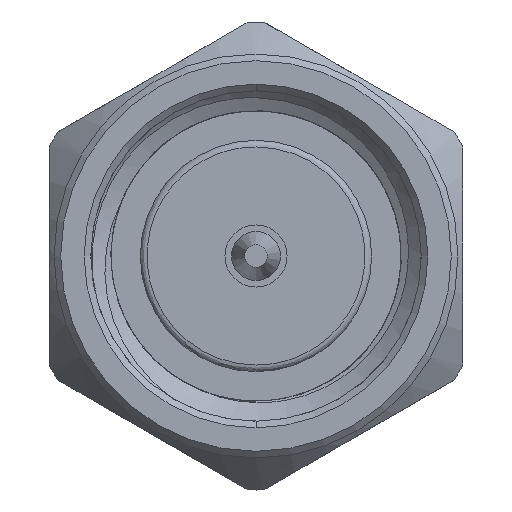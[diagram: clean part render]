
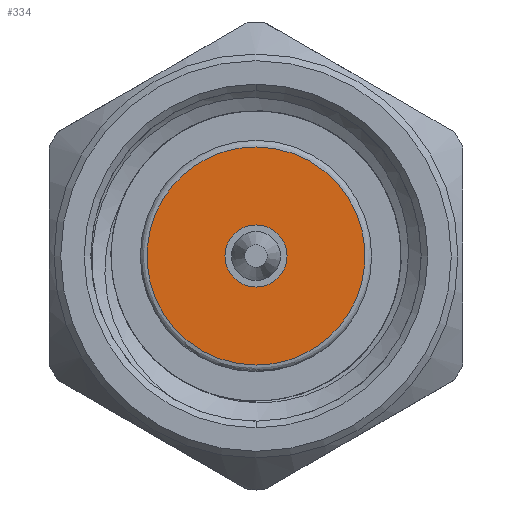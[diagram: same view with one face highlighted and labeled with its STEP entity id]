
A CAD part, left-side view. The second image highlights one B-rep face of the part: STEP entity #334.
In plain terms, the highlighted planar face has unit normal (-1, 0, 0).
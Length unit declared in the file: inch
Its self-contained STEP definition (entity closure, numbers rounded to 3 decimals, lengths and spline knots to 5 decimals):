
#78 = FACE_BOUND ( 'NONE', #2091, .T. ) ;
#122 = DIRECTION ( 'NONE',  ( 1., 0., 0. ) ) ;
#134 = AXIS2_PLACEMENT_3D ( 'NONE', #1358, #122, #899 ) ;
#181 = CARTESIAN_POINT ( 'NONE',  ( 0.11, 0., 0.0825 ) ) ;
#334 = ADVANCED_FACE ( 'NONE', ( #78, #1812 ), #2952, .F. ) ;
#392 = CARTESIAN_POINT ( 'NONE',  ( 0.11, 0., -0.0235 ) ) ;
#426 = CIRCLE ( 'NONE', #5179, 0.0235 ) ;
#428 = VERTEX_POINT ( 'NONE', #392 ) ;
#434 = CARTESIAN_POINT ( 'NONE',  ( 0.11, -0.165, -0.0825 ) ) ;
#439 = CARTESIAN_POINT ( 'NONE',  ( 0.11, 0., 0.0825 ) ) ;
#682 = DIRECTION ( 'NONE',  ( 0., 0., -1. ) ) ;
#899 = DIRECTION ( 'NONE',  ( 0., 0., -1. ) ) ;
#1116 =( BOUNDED_CURVE ( )  B_SPLINE_CURVE ( 3, ( #3679, #2479, #434, #3292 ),
 .UNSPECIFIED., .F., .F. ) 
 B_SPLINE_CURVE_WITH_KNOTS ( ( 4, 4 ),
 ( 0., 1. ),
 .UNSPECIFIED. ) 
 CURVE ( )  GEOMETRIC_REPRESENTATION_ITEM ( )  RATIONAL_B_SPLINE_CURVE ( ( 1., 0.333, 0.333, 1. ) ) 
 REPRESENTATION_ITEM ( '' )  );
#1358 = CARTESIAN_POINT ( 'NONE',  ( 0.11, 0., 0. ) ) ;
#1368 = EDGE_CURVE ( 'NONE', #2635, #1929, #4031, .T. ) ;
#1808 = EDGE_LOOP ( 'NONE', ( #3040, #3659 ) ) ;
#1812 = FACE_OUTER_BOUND ( 'NONE', #1808, .T. ) ;
#1929 = VERTEX_POINT ( 'NONE', #439 ) ;
#1949 = CARTESIAN_POINT ( 'NONE',  ( 0.11, 0., 0. ) ) ;
#2091 = EDGE_LOOP ( 'NONE', ( #3325 ) ) ;
#2326 = DIRECTION ( 'NONE',  ( -1., 0., 0. ) ) ;
#2479 = CARTESIAN_POINT ( 'NONE',  ( 0.11, -0.165, 0.0825 ) ) ;
#2595 = CARTESIAN_POINT ( 'NONE',  ( 0.11, 0.165, -0.0825 ) ) ;
#2635 = VERTEX_POINT ( 'NONE', #3176 ) ;
#2952 = PLANE ( 'NONE',  #134 ) ;
#3040 = ORIENTED_EDGE ( 'NONE', *, *, #1368, .F. ) ;
#3047 = CARTESIAN_POINT ( 'NONE',  ( 0.11, 0.165, 0.0825 ) ) ;
#3176 = CARTESIAN_POINT ( 'NONE',  ( 0.11, 0., -0.0825 ) ) ;
#3292 = CARTESIAN_POINT ( 'NONE',  ( 0.11, 0., -0.0825 ) ) ;
#3325 = ORIENTED_EDGE ( 'NONE', *, *, #3493, .F. ) ;
#3493 = EDGE_CURVE ( 'NONE', #428, #428, #426, .T. ) ;
#3659 = ORIENTED_EDGE ( 'NONE', *, *, #4661, .F. ) ;
#3679 = CARTESIAN_POINT ( 'NONE',  ( 0.11, 0., 0.0825 ) ) ;
#4031 =( BOUNDED_CURVE ( )  B_SPLINE_CURVE ( 3, ( #4611, #2595, #3047, #181 ),
 .UNSPECIFIED., .F., .F. ) 
 B_SPLINE_CURVE_WITH_KNOTS ( ( 4, 4 ),
 ( 0., 1. ),
 .UNSPECIFIED. ) 
 CURVE ( )  GEOMETRIC_REPRESENTATION_ITEM ( )  RATIONAL_B_SPLINE_CURVE ( ( 1., 0.333, 0.333, 1. ) ) 
 REPRESENTATION_ITEM ( '' )  );
#4611 = CARTESIAN_POINT ( 'NONE',  ( 0.11, 0., -0.0825 ) ) ;
#4661 = EDGE_CURVE ( 'NONE', #1929, #2635, #1116, .T. ) ;
#5179 = AXIS2_PLACEMENT_3D ( 'NONE', #1949, #2326, #682 ) ;
